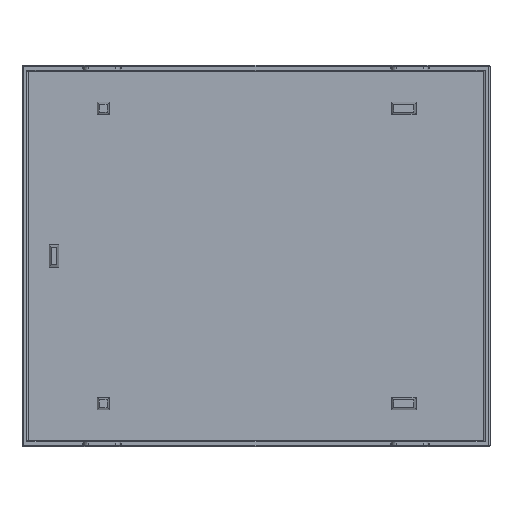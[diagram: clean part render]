
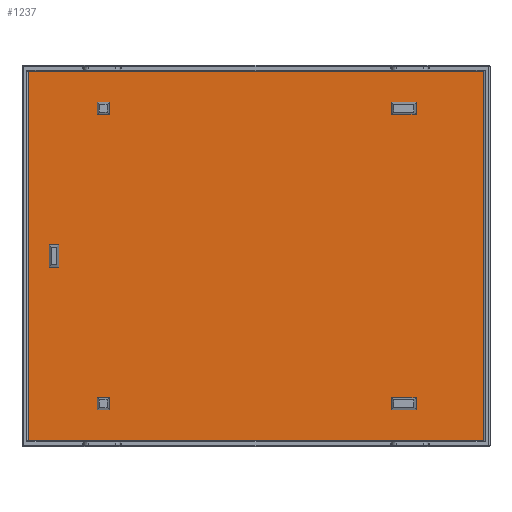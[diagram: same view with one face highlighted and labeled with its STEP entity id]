
A CAD part, front view. The second image highlights one B-rep face of the part: STEP entity #1237.
In plain terms, the highlighted planar face has unit normal (0, -1, 0).
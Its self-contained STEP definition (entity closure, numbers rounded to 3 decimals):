
#124 = DIRECTION ( 'NONE',  ( 1., 0., 0. ) ) ;
#177 = LINE ( 'NONE', #3376, #801 ) ;
#801 = VECTOR ( 'NONE', #3352, 1000. ) ;
#854 = VERTEX_POINT ( 'NONE', #3095 ) ;
#1237 = ADVANCED_FACE ( 'NONE', ( #3653 ), #2434, .F. ) ;
#1545 = ORIENTED_EDGE ( 'NONE', *, *, #2778, .T. ) ;
#1567 = DIRECTION ( 'NONE',  ( 0., 0., 1. ) ) ;
#1909 = EDGE_LOOP ( 'NONE', ( #3448, #2192, #2247, #1545 ) ) ;
#2028 = CARTESIAN_POINT ( 'NONE',  ( -9.25, 0.1, -7.5 ) ) ;
#2127 = LINE ( 'NONE', #2028, #4818 ) ;
#2192 = ORIENTED_EDGE ( 'NONE', *, *, #3190, .T. ) ;
#2247 = ORIENTED_EDGE ( 'NONE', *, *, #4781, .T. ) ;
#2360 = VERTEX_POINT ( 'NONE', #4751 ) ;
#2434 = PLANE ( 'NONE',  #4145 ) ;
#2621 = EDGE_CURVE ( 'NONE', #2360, #3577, #3101, .T. ) ;
#2666 = CARTESIAN_POINT ( 'NONE',  ( 9.25, 0.1, 7.5 ) ) ;
#2778 = EDGE_CURVE ( 'NONE', #4222, #2360, #2127, .T. ) ;
#2816 = VECTOR ( 'NONE', #3343, 1000. ) ;
#3095 = CARTESIAN_POINT ( 'NONE',  ( -9.25, 0.1, 7.5 ) ) ;
#3101 = LINE ( 'NONE', #5160, #3207 ) ;
#3168 = CARTESIAN_POINT ( 'NONE',  ( -9.25, 0.1, -7.5 ) ) ;
#3190 = EDGE_CURVE ( 'NONE', #3577, #854, #177, .T. ) ;
#3207 = VECTOR ( 'NONE', #1567, 1000. ) ;
#3343 = DIRECTION ( 'NONE',  ( 0., 0., -1. ) ) ;
#3352 = DIRECTION ( 'NONE',  ( -1., 0., 0. ) ) ;
#3376 = CARTESIAN_POINT ( 'NONE',  ( -9.25, 0.1, 7.5 ) ) ;
#3448 = ORIENTED_EDGE ( 'NONE', *, *, #2621, .T. ) ;
#3577 = VERTEX_POINT ( 'NONE', #2666 ) ;
#3653 = FACE_OUTER_BOUND ( 'NONE', #1909, .T. ) ;
#3977 = DIRECTION ( 'NONE',  ( 0., 1., 0. ) ) ;
#4145 = AXIS2_PLACEMENT_3D ( 'NONE', #5168, #3977, #4774 ) ;
#4222 = VERTEX_POINT ( 'NONE', #3168 ) ;
#4481 = CARTESIAN_POINT ( 'NONE',  ( -9.25, 0.1, -7.5 ) ) ;
#4751 = CARTESIAN_POINT ( 'NONE',  ( 9.25, 0.1, -7.5 ) ) ;
#4774 = DIRECTION ( 'NONE',  ( 0., 0., 1. ) ) ;
#4781 = EDGE_CURVE ( 'NONE', #854, #4222, #4878, .T. ) ;
#4818 = VECTOR ( 'NONE', #124, 1000. ) ;
#4878 = LINE ( 'NONE', #4481, #2816 ) ;
#5160 = CARTESIAN_POINT ( 'NONE',  ( 9.25, 0.1, -7.5 ) ) ;
#5168 = CARTESIAN_POINT ( 'NONE',  ( 0., 0.1, 0. ) ) ;
